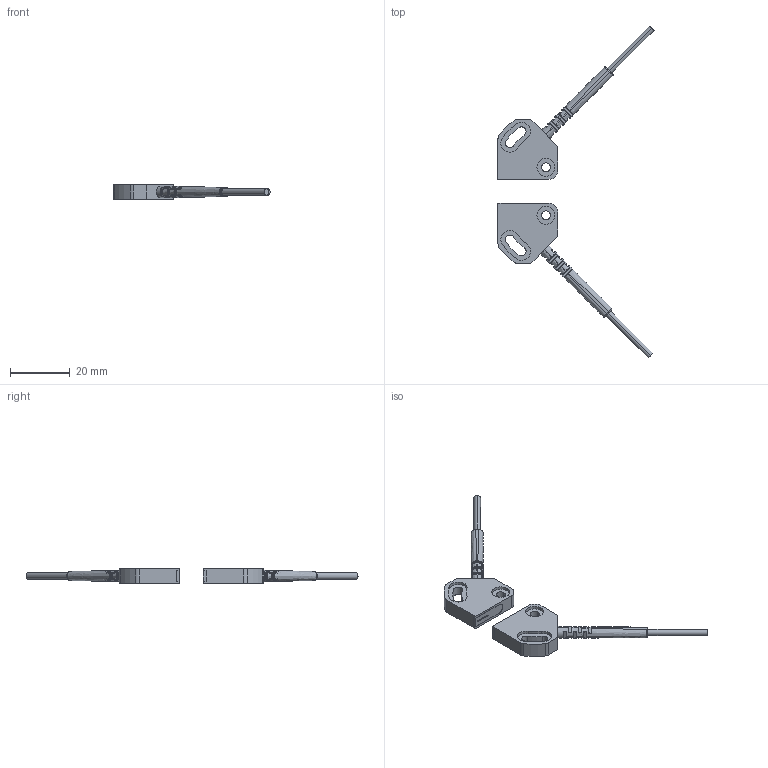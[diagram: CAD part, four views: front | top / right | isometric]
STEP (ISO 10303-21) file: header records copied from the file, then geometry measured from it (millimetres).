
FILE_DESCRIPTION((''),'2;1');
FILE_NAME('PT-A05_ASM','2022-03-01T10:54:36',('Administrator'),(''),'CREO PARAMETRIC BY PTC INC, 2021023','CREO PARAMETRIC BY PTC INC, 2021023','');
FILE_SCHEMA(('CONFIG_CONTROL_DESIGN'));
Length unit declared in the file: millimetre
Products named in the file (3): PT-A05-TAOBAO; PT-A05-HUTAO; PT-A05_ASM
Assembly tree (4 placements, depth 2):
  PT-A05_ASM
    PT-A05-TAOBAO  x2
    PT-A05-HUTAO  x2
Bounding box: 52.09 x 110.79 x 5 mm (x, y, z)
Volume: 3676.2 mm3; surface area: 3706.1 mm2
Topology: 6 solids, 6 shells, 404 faces, 1054 edges, 680 vertices
Faces by surface type: bspline 172, cylinder 116, plane 116
Entity records: 9908 total; most frequent: CARTESIAN_POINT 5431, ORIENTED_EDGE 1050, DIRECTION 695, EDGE_CURVE 525, VERTEX_POINT 340, AXIS2_PLACEMENT_3D 269, EDGE_LOOP 249, B_SPLINE_CURVE_WITH_KNOTS 222
